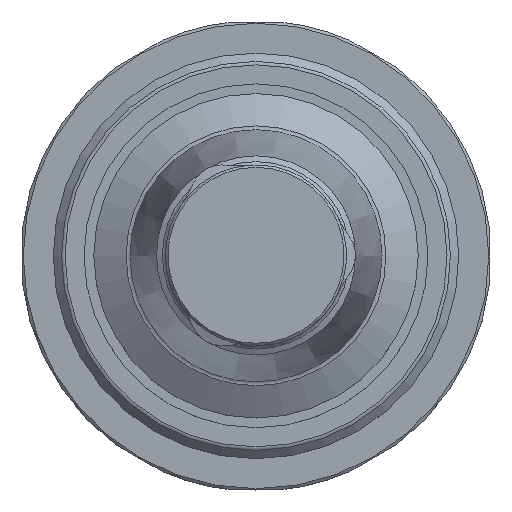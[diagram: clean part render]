
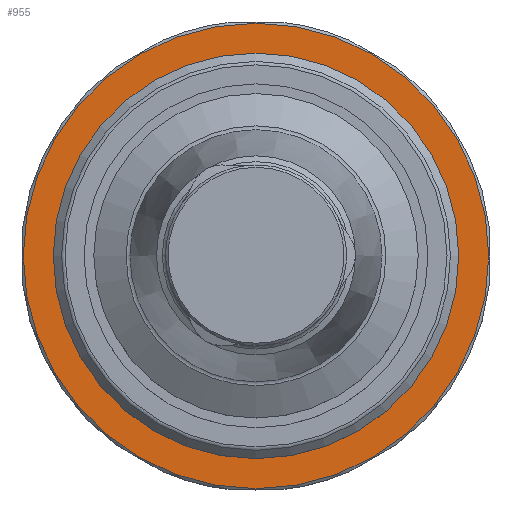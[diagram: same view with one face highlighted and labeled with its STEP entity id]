
A CAD part, top view. The second image highlights one B-rep face of the part: STEP entity #955.
In plain terms, the highlighted planar face has unit normal (0, 0, 1).
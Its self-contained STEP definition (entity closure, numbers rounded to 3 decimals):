
#101=PLANE('',#1068);
#147=CIRCLE('',#1067,24.65);
#148=CIRCLE('',#1069,28.7);
#308=ORIENTED_EDGE('',*,*,#496,.T.);
#309=ORIENTED_EDGE('',*,*,#497,.F.);
#496=EDGE_CURVE('',#605,#605,#147,.T.);
#497=EDGE_CURVE('',#606,#606,#148,.T.);
#605=VERTEX_POINT('',#1677);
#606=VERTEX_POINT('',#1680);
#748=EDGE_LOOP('',(#308));
#749=EDGE_LOOP('',(#309));
#848=FACE_BOUND('',#748,.T.);
#849=FACE_BOUND('',#749,.T.);
#955=ADVANCED_FACE('',(#848,#849),#101,.F.);
#1067=AXIS2_PLACEMENT_3D('',#1676,#1275,#1276);
#1068=AXIS2_PLACEMENT_3D('',#1678,#1277,#1278);
#1069=AXIS2_PLACEMENT_3D('',#1679,#1279,#1280);
#1275=DIRECTION('',(0.,0.,-1.));
#1276=DIRECTION('',(-1.,0.,0.));
#1277=DIRECTION('',(0.,0.,-1.));
#1278=DIRECTION('',(-1.,0.,0.));
#1279=DIRECTION('',(0.,0.,-1.));
#1280=DIRECTION('',(-1.,0.,0.));
#1676=CARTESIAN_POINT('',(0.,0.,-1.));
#1677=CARTESIAN_POINT('',(-24.65,0.,-1.));
#1678=CARTESIAN_POINT('',(-24.65,0.,-1.));
#1679=CARTESIAN_POINT('',(0.,0.,-1.));
#1680=CARTESIAN_POINT('',(-28.7,0.,-1.));
